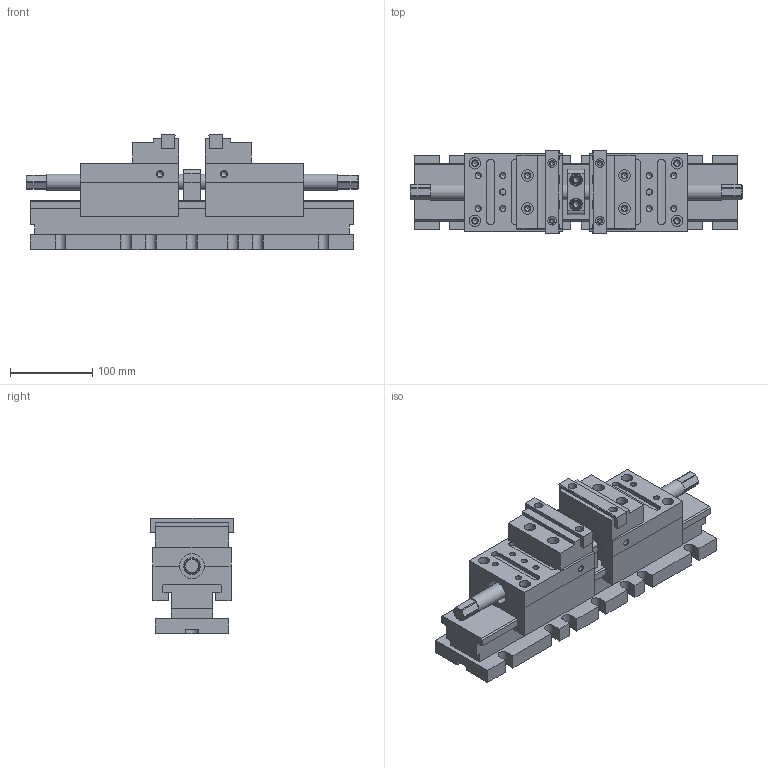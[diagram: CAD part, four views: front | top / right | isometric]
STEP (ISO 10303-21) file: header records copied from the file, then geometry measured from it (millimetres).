
FILE_DESCRIPTION(/* description */ (''),/* implementation_level */ '2;1');
FILE_NAME(/* name */ '24_100_Mordaza.stp',/* time_stamp */ '2016-11-23T08:14:00+01:00',/* author */ (''),/* organization */ (''),/* preprocessor_version */ 'ST-DEVELOPER v15',/* originating_system */ 'SIEMENS PLM Software NX 9.0',/* authorisation */ '');
FILE_SCHEMA (('CONFIG_CONTROL_DESIGN'));
Length unit declared in the file: millimetre
Products named in the file (1): 24_100_Mordaza
Bounding box: 404 x 100 x 140 mm (x, y, z)
Volume: 2901422.1 mm3; surface area: 468919.6 mm2
Topology: 16 solids, 16 shells, 673 faces, 1724 edges, 1123 vertices
Faces by surface type: plane 338, cylinder 198, cone 125, bspline 6, torus 6
Full cylindrical faces by diameter (mm): 3.3 x4, 5 x6, 6.2 x4, 6.8 x34, 8 x8, 8.2 x16, 8.5 x4, 10.5 x4, 13.5 x3, 14 x16, 19 x3, 19.5 x2, 19.7 x2, 20 x2, 22 x2, 30 x4, 34 x2
Entity records: 18704 total; most frequent: CARTESIAN_POINT 3491, DIRECTION 3152, ORIENTED_EDGE 2708, EDGE_CURVE 1354, AXIS2_PLACEMENT_3D 1158, VERTEX_POINT 1041, EDGE_LOOP 1028, LINE 836
